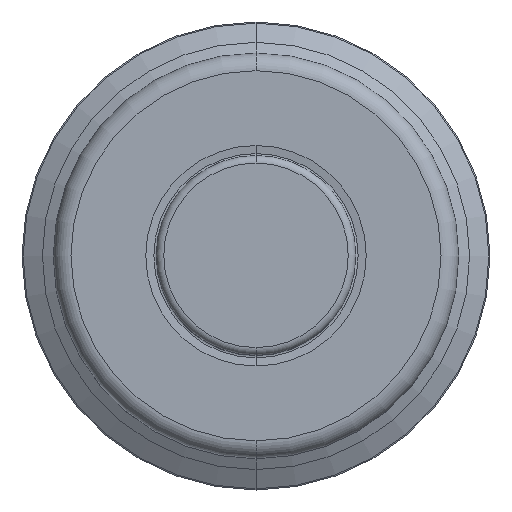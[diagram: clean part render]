
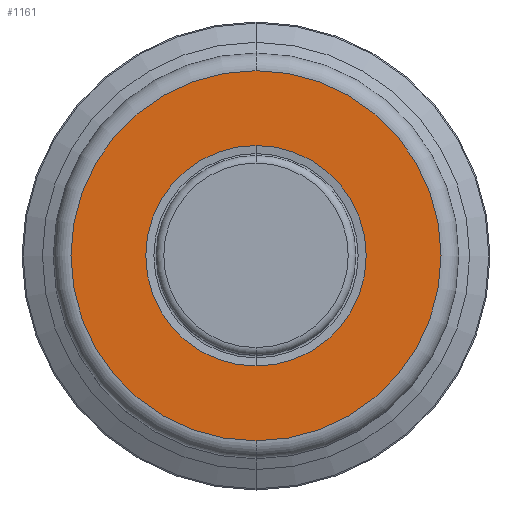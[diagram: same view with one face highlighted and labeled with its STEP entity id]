
A CAD part, top view. The second image highlights one B-rep face of the part: STEP entity #1161.
In plain terms, the highlighted face is planar.
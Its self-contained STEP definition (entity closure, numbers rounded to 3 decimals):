
#700=CARTESIAN_POINT('',(0.,0.,0.));
#701=DIRECTION('',(0.,0.,-1.));
#702=DIRECTION('',(0.,1.,0.));
#703=AXIS2_PLACEMENT_3D('',#700,#701,#702);
#708=CARTESIAN_POINT('',(0.,0.,0.));
#709=DIRECTION('',(0.,0.,1.));
#710=DIRECTION('',(0.,1.,0.));
#711=AXIS2_PLACEMENT_3D('',#708,#709,#710);
#732=CARTESIAN_POINT('',(0.,0.,0.));
#733=DIRECTION('',(0.,0.,1.));
#734=DIRECTION('',(0.,1.,0.));
#735=AXIS2_PLACEMENT_3D('',#732,#733,#734);
#740=CARTESIAN_POINT('',(0.,0.,0.));
#741=DIRECTION('',(0.,0.,-1.));
#742=DIRECTION('',(0.,1.,0.));
#743=AXIS2_PLACEMENT_3D('',#740,#741,#742);
#844=CARTESIAN_POINT('',(0.,18.765,0.));
#845=VERTEX_POINT('',#844);
#846=CARTESIAN_POINT('',(0.,31.5,0.));
#848=VERTEX_POINT('',#846);
#870=CARTESIAN_POINT('',(0.,-18.765,0.));
#871=VERTEX_POINT('',#870);
#872=CARTESIAN_POINT('',(0.,-31.5,0.));
#874=VERTEX_POINT('',#872);
#1146=CARTESIAN_POINT('',(0.,0.,0.));
#1147=DIRECTION('',(0.,0.,-1.));
#1148=DIRECTION('',(0.,-1.,0.));
#1149=AXIS2_PLACEMENT_3D('',#1146,#1147,#1148);
#1150=PLANE('',#1149);
#1152=ORIENTED_EDGE('',*,*,#1151,.T.);
#1154=ORIENTED_EDGE('',*,*,#1153,.F.);
#1155=EDGE_LOOP('',(#1152,#1154));
#1156=FACE_OUTER_BOUND('',#1155,.F.);
#1157=ORIENTED_EDGE('',*,*,#1141,.T.);
#1158=ORIENTED_EDGE('',*,*,#1125,.F.);
#1159=EDGE_LOOP('',(#1157,#1158));
#1160=FACE_BOUND('',#1159,.F.);
#1161=ADVANCED_FACE('',(#1156,#1160),#1150,.T.);
#704=CIRCLE('',#703,18.765);
#712=CIRCLE('',#711,18.765);
#736=CIRCLE('',#735,31.5);
#744=CIRCLE('',#743,31.5);
#1125=EDGE_CURVE('',#845,#871,#712,.T.);
#1141=EDGE_CURVE('',#845,#871,#704,.T.);
#1151=EDGE_CURVE('',#848,#874,#736,.T.);
#1153=EDGE_CURVE('',#848,#874,#744,.T.);
